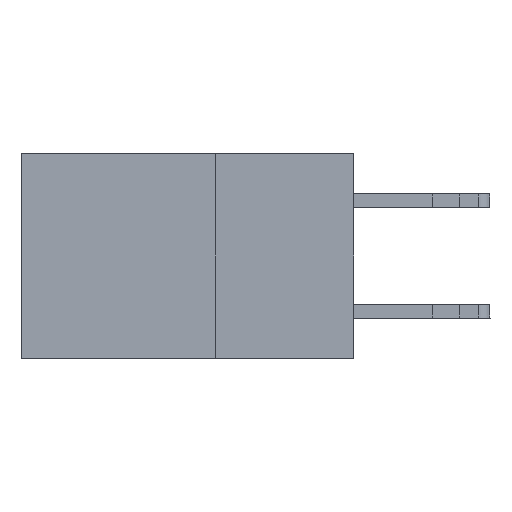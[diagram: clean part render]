
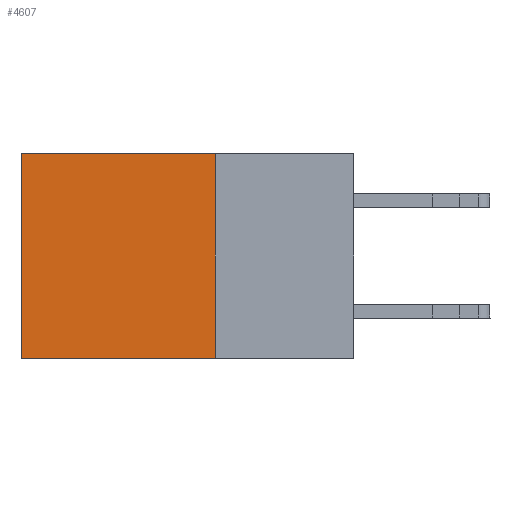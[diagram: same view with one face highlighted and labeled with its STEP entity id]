
A CAD part, left-side view. The second image highlights one B-rep face of the part: STEP entity #4607.
In plain terms, the highlighted planar face has unit normal (-1, 0, 0).
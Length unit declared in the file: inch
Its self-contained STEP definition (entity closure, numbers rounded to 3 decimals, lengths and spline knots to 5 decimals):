
#1131 = EDGE_CURVE ( 'NONE', #29732, #13908, #18801, .T. ) ;
#1638 = DIRECTION ( 'NONE',  ( 0., 0., -1. ) ) ;
#2100 = EDGE_LOOP ( 'NONE', ( #9955, #23739, #16259, #30976 ) ) ;
#3087 = LINE ( 'NONE', #32108, #28546 ) ;
#3543 = VECTOR ( 'NONE', #21610, 39.37008 ) ;
#3894 = DIRECTION ( 'NONE',  ( 1., 0., 0. ) ) ;
#4607 = ADVANCED_FACE ( 'NONE', ( #5772 ), #29980, .F. ) ;
#5389 = CARTESIAN_POINT ( 'NONE',  ( 0.2875, 0.25, -0.37 ) ) ;
#5672 = CARTESIAN_POINT ( 'NONE',  ( 0.2875, 0.6, 0. ) ) ;
#5772 = FACE_OUTER_BOUND ( 'NONE', #2100, .T. ) ;
#7497 = CARTESIAN_POINT ( 'NONE',  ( 0.2875, 0.6, -0.37 ) ) ;
#7910 = DIRECTION ( 'NONE',  ( 0., 1., 0. ) ) ;
#9955 = ORIENTED_EDGE ( 'NONE', *, *, #13356, .T. ) ;
#11925 = CARTESIAN_POINT ( 'NONE',  ( 0.2875, 0.25, 0. ) ) ;
#12535 = EDGE_CURVE ( 'NONE', #13908, #33256, #26961, .T. ) ;
#13356 = EDGE_CURVE ( 'NONE', #25572, #33256, #3087, .T. ) ;
#13908 = VERTEX_POINT ( 'NONE', #25297 ) ;
#15877 = LINE ( 'NONE', #18497, #26383 ) ;
#16259 = ORIENTED_EDGE ( 'NONE', *, *, #1131, .F. ) ;
#18083 = DIRECTION ( 'NONE',  ( 0., 0., -1. ) ) ;
#18497 = CARTESIAN_POINT ( 'NONE',  ( 0.2875, 0.25, 0. ) ) ;
#18801 = LINE ( 'NONE', #28481, #28953 ) ;
#21610 = DIRECTION ( 'NONE',  ( 0., 1., 0. ) ) ;
#23739 = ORIENTED_EDGE ( 'NONE', *, *, #12535, .F. ) ;
#25297 = CARTESIAN_POINT ( 'NONE',  ( 0.2875, 0.25, -0.37 ) ) ;
#25356 = EDGE_CURVE ( 'NONE', #29732, #25572, #15877, .T. ) ;
#25572 = VERTEX_POINT ( 'NONE', #5672 ) ;
#26215 = AXIS2_PLACEMENT_3D ( 'NONE', #11925, #3894, #29848 ) ;
#26383 = VECTOR ( 'NONE', #7910, 39.37008 ) ;
#26961 = LINE ( 'NONE', #5389, #3543 ) ;
#28481 = CARTESIAN_POINT ( 'NONE',  ( 0.2875, 0.25, 0. ) ) ;
#28546 = VECTOR ( 'NONE', #1638, 39.37008 ) ;
#28953 = VECTOR ( 'NONE', #18083, 39.37008 ) ;
#29732 = VERTEX_POINT ( 'NONE', #32137 ) ;
#29848 = DIRECTION ( 'NONE',  ( 0., 0., -1. ) ) ;
#29980 = PLANE ( 'NONE',  #26215 ) ;
#30976 = ORIENTED_EDGE ( 'NONE', *, *, #25356, .T. ) ;
#32108 = CARTESIAN_POINT ( 'NONE',  ( 0.2875, 0.6, 0. ) ) ;
#32137 = CARTESIAN_POINT ( 'NONE',  ( 0.2875, 0.25, 0. ) ) ;
#33256 = VERTEX_POINT ( 'NONE', #7497 ) ;
